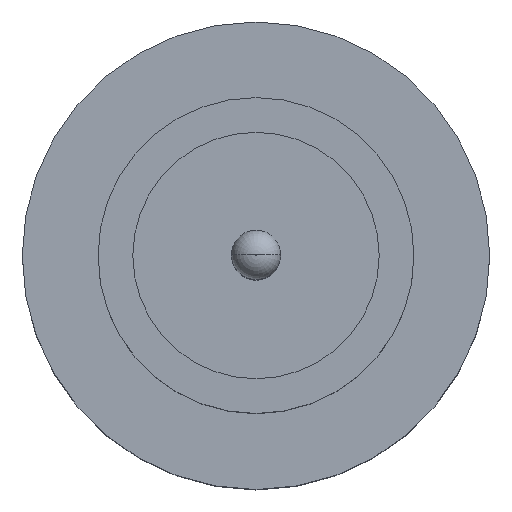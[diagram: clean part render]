
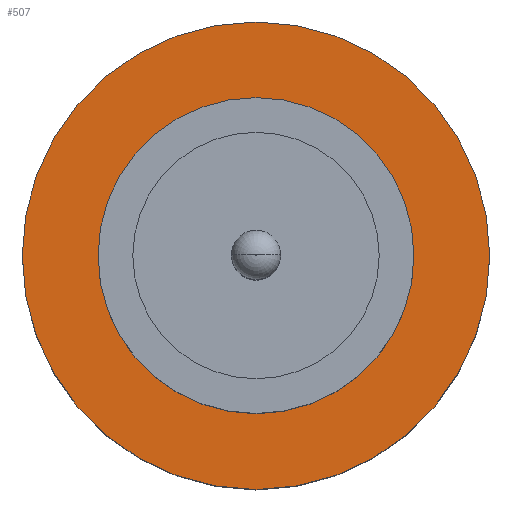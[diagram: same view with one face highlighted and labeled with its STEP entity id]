
A CAD part, top view. The second image highlights one B-rep face of the part: STEP entity #507.
In plain terms, the highlighted planar face has unit normal (0, 0, 1).
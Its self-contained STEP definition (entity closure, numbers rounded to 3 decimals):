
#8 = DIRECTION ( 'NONE',  ( 1., 0., 0. ) ) ;
#37 = EDGE_LOOP ( 'NONE', ( #99, #214 ) ) ;
#85 = AXIS2_PLACEMENT_3D ( 'NONE', #403, #394, #102 ) ;
#99 = ORIENTED_EDGE ( 'NONE', *, *, #254, .F. ) ;
#102 = DIRECTION ( 'NONE',  ( 1., 0., 0. ) ) ;
#115 = DIRECTION ( 'NONE',  ( 1., 0., 0. ) ) ;
#132 = DIRECTION ( 'NONE',  ( 0., 0., 1. ) ) ;
#153 = VERTEX_POINT ( 'NONE', #514 ) ;
#154 = CIRCLE ( 'NONE', #680, 1.25 ) ;
#184 = CARTESIAN_POINT ( 'NONE',  ( 0., 0., 1.55 ) ) ;
#186 = CARTESIAN_POINT ( 'NONE',  ( 0., 0., 1.55 ) ) ;
#200 = VERTEX_POINT ( 'NONE', #524 ) ;
#214 = ORIENTED_EDGE ( 'NONE', *, *, #744, .F. ) ;
#215 = CIRCLE ( 'NONE', #461, 1.85 ) ;
#226 = CIRCLE ( 'NONE', #379, 1.85 ) ;
#230 = CARTESIAN_POINT ( 'NONE',  ( 1.25, 0., 1.55 ) ) ;
#233 = DIRECTION ( 'NONE',  ( 0., 0., 1. ) ) ;
#240 = DIRECTION ( 'NONE',  ( 0., 0., 1. ) ) ;
#254 = EDGE_CURVE ( 'NONE', #679, #727, #661, .T. ) ;
#294 = CARTESIAN_POINT ( 'NONE',  ( 0., 0., 1.55 ) ) ;
#362 = CARTESIAN_POINT ( 'NONE',  ( 0., 0., 1.55 ) ) ;
#379 = AXIS2_PLACEMENT_3D ( 'NONE', #362, #132, #8 ) ;
#394 = DIRECTION ( 'NONE',  ( 0., 0., 1. ) ) ;
#403 = CARTESIAN_POINT ( 'NONE',  ( 0., 0., 1.55 ) ) ;
#424 = DIRECTION ( 'NONE',  ( 1., 0., 0. ) ) ;
#461 = AXIS2_PLACEMENT_3D ( 'NONE', #294, #674, #797 ) ;
#477 = PLANE ( 'NONE',  #780 ) ;
#507 = ADVANCED_FACE ( 'NONE', ( #682, #540 ), #477, .T. ) ;
#514 = CARTESIAN_POINT ( 'NONE',  ( 1.85, 0., 1.55 ) ) ;
#524 = CARTESIAN_POINT ( 'NONE',  ( -1.85, 0., 1.55 ) ) ;
#540 = FACE_OUTER_BOUND ( 'NONE', #778, .T. ) ;
#545 = ORIENTED_EDGE ( 'NONE', *, *, #594, .T. ) ;
#594 = EDGE_CURVE ( 'NONE', #200, #153, #226, .T. ) ;
#646 = EDGE_CURVE ( 'NONE', #153, #200, #215, .T. ) ;
#649 = ORIENTED_EDGE ( 'NONE', *, *, #646, .T. ) ;
#661 = CIRCLE ( 'NONE', #85, 1.25 ) ;
#674 = DIRECTION ( 'NONE',  ( 0., 0., 1. ) ) ;
#679 = VERTEX_POINT ( 'NONE', #230 ) ;
#680 = AXIS2_PLACEMENT_3D ( 'NONE', #186, #240, #424 ) ;
#682 = FACE_BOUND ( 'NONE', #37, .T. ) ;
#725 = CARTESIAN_POINT ( 'NONE',  ( -1.25, 0., 1.55 ) ) ;
#727 = VERTEX_POINT ( 'NONE', #725 ) ;
#744 = EDGE_CURVE ( 'NONE', #727, #679, #154, .T. ) ;
#778 = EDGE_LOOP ( 'NONE', ( #545, #649 ) ) ;
#780 = AXIS2_PLACEMENT_3D ( 'NONE', #184, #233, #115 ) ;
#797 = DIRECTION ( 'NONE',  ( 1., 0., 0. ) ) ;
